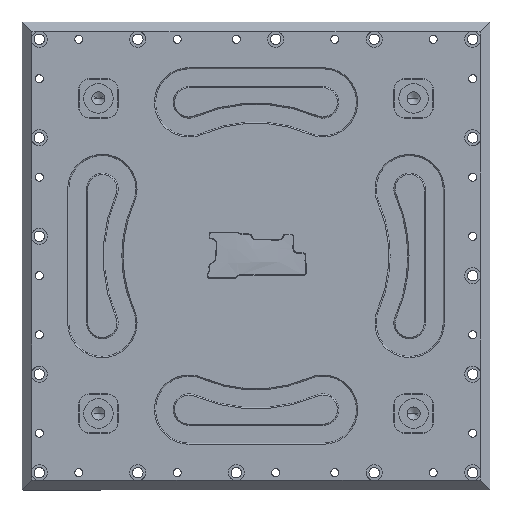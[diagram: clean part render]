
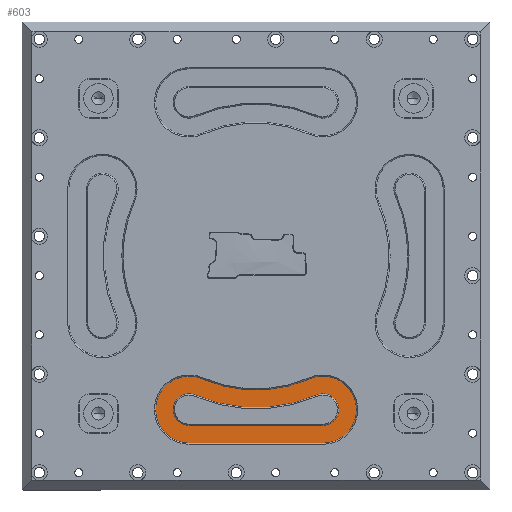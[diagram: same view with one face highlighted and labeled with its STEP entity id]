
A CAD part, top view. The second image highlights one B-rep face of the part: STEP entity #603.
In plain terms, the highlighted planar face has unit normal (0, 0, 1).
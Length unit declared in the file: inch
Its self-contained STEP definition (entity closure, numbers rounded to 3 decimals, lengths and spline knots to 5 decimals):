
#23 = VERTEX_POINT ( 'NONE', #15006 ) ;
#344 = EDGE_CURVE ( 'NONE', #23, #28467, #26709, .T. ) ;
#603 = ADVANCED_FACE ( 'NONE', ( #15642, #7052 ), #32547, .T. ) ;
#915 = EDGE_CURVE ( 'NONE', #2382, #15530, #22736, .T. ) ;
#1083 = CARTESIAN_POINT ( 'NONE',  ( 0., 0., 0.05 ) ) ;
#1100 = CARTESIAN_POINT ( 'NONE',  ( 1.7, -4.75, 0.05 ) ) ;
#1290 = EDGE_CURVE ( 'NONE', #23976, #4482, #21596, .T. ) ;
#1396 = CARTESIAN_POINT ( 'NONE',  ( 2.1, -3.9, 0.05 ) ) ;
#1791 = EDGE_CURVE ( 'NONE', #21056, #28467, #21952, .T. ) ;
#1849 = CIRCLE ( 'NONE', #11151, 0.4 ) ;
#1935 = DIRECTION ( 'NONE',  ( 0., 0., 1. ) ) ;
#2014 = DIRECTION ( 'NONE',  ( 1., 0., 0. ) ) ;
#2038 = DIRECTION ( 'NONE',  ( 0., 0., -1. ) ) ;
#2083 = CARTESIAN_POINT ( 'NONE',  ( 1.7, -3.9, 0.05 ) ) ;
#2333 = ORIENTED_EDGE ( 'NONE', *, *, #1290, .T. ) ;
#2382 = VERTEX_POINT ( 'NONE', #15400 ) ;
#2530 = CARTESIAN_POINT ( 'NONE',  ( 0., -4.3, 0.05 ) ) ;
#2541 = VERTEX_POINT ( 'NONE', #13620 ) ;
#2859 = VECTOR ( 'NONE', #3070, 39.37008 ) ;
#3070 = DIRECTION ( 'NONE',  ( 1., 0., 0. ) ) ;
#3423 = LINE ( 'NONE', #19162, #29015 ) ;
#3806 = DIRECTION ( 'NONE',  ( 1., 0., 0. ) ) ;
#4482 = VERTEX_POINT ( 'NONE', #1396 ) ;
#4622 = ORIENTED_EDGE ( 'NONE', *, *, #7850, .F. ) ;
#4988 = ORIENTED_EDGE ( 'NONE', *, *, #32746, .F. ) ;
#5030 = ORIENTED_EDGE ( 'NONE', *, *, #29593, .F. ) ;
#5138 = AXIS2_PLACEMENT_3D ( 'NONE', #24431, #9032, #26914 ) ;
#5371 = DIRECTION ( 'NONE',  ( -1., 0., 0. ) ) ;
#5407 = DIRECTION ( 'NONE',  ( 0., 0., 1. ) ) ;
#5451 = CARTESIAN_POINT ( 'NONE',  ( 0., 0., 0.05 ) ) ;
#6290 = ORIENTED_EDGE ( 'NONE', *, *, #915, .F. ) ;
#7052 = FACE_BOUND ( 'NONE', #25673, .T. ) ;
#7850 = EDGE_CURVE ( 'NONE', #18417, #2541, #3423, .T. ) ;
#8627 = CIRCLE ( 'NONE', #5138, 0.4 ) ;
#9032 = DIRECTION ( 'NONE',  ( 0., 0., 1. ) ) ;
#9153 = CARTESIAN_POINT ( 'NONE',  ( 1.36035, -3.12081, 0.05 ) ) ;
#9248 = EDGE_LOOP ( 'NONE', ( #14296, #24966, #19599, #30329, #4622 ) ) ;
#10330 = CARTESIAN_POINT ( 'NONE',  ( 1.7, -3.9, 0.05 ) ) ;
#10366 = DIRECTION ( 'NONE',  ( 0., 0., -1. ) ) ;
#10370 = DIRECTION ( 'NONE',  ( 1., 0., 0. ) ) ;
#11151 = AXIS2_PLACEMENT_3D ( 'NONE', #2083, #2038, #2014 ) ;
#11201 = DIRECTION ( 'NONE',  ( 0., 0., 1. ) ) ;
#11776 = CARTESIAN_POINT ( 'NONE',  ( -1.54017, -3.53332, 0.05 ) ) ;
#12247 = DIRECTION ( 'NONE',  ( 0., 0., -1. ) ) ;
#13620 = CARTESIAN_POINT ( 'NONE',  ( -1.7, -4.75, 0.05 ) ) ;
#14296 = ORIENTED_EDGE ( 'NONE', *, *, #21632, .T. ) ;
#15006 = CARTESIAN_POINT ( 'NONE',  ( -1.36035, -3.12081, 0.05 ) ) ;
#15400 = CARTESIAN_POINT ( 'NONE',  ( -1.7, -4.3, 0.05 ) ) ;
#15530 = VERTEX_POINT ( 'NONE', #31198 ) ;
#15642 = FACE_OUTER_BOUND ( 'NONE', #9248, .T. ) ;
#17905 = CIRCLE ( 'NONE', #30848, 0.85 ) ;
#18276 = EDGE_CURVE ( 'NONE', #4482, #15530, #1849, .T. ) ;
#18417 = VERTEX_POINT ( 'NONE', #1100 ) ;
#19162 = CARTESIAN_POINT ( 'NONE',  ( 1.7, -4.75, 0.05 ) ) ;
#19206 = DIRECTION ( 'NONE',  ( -1., 0., 0. ) ) ;
#19392 = DIRECTION ( 'NONE',  ( 0., 0., -1. ) ) ;
#19599 = ORIENTED_EDGE ( 'NONE', *, *, #344, .F. ) ;
#19755 = AXIS2_PLACEMENT_3D ( 'NONE', #26719, #26695, #26656 ) ;
#20663 = AXIS2_PLACEMENT_3D ( 'NONE', #10330, #10366, #10370 ) ;
#21046 = DIRECTION ( 'NONE',  ( -1., 0., 0. ) ) ;
#21056 = VERTEX_POINT ( 'NONE', #21693 ) ;
#21596 = CIRCLE ( 'NONE', #20663, 0.4 ) ;
#21632 = EDGE_CURVE ( 'NONE', #18417, #21056, #17905, .T. ) ;
#21693 = CARTESIAN_POINT ( 'NONE',  ( 2.55, -3.9, 0.05 ) ) ;
#21952 = CIRCLE ( 'NONE', #19755, 0.85 ) ;
#22142 = AXIS2_PLACEMENT_3D ( 'NONE', #31393, #1935, #21046 ) ;
#22718 = AXIS2_PLACEMENT_3D ( 'NONE', #5451, #5407, #5371 ) ;
#22736 = LINE ( 'NONE', #2530, #2859 ) ;
#23391 = EDGE_CURVE ( 'NONE', #2541, #23, #24521, .T. ) ;
#23920 = CIRCLE ( 'NONE', #32979, 3.85441 ) ;
#23976 = VERTEX_POINT ( 'NONE', #28313 ) ;
#24431 = CARTESIAN_POINT ( 'NONE',  ( -1.7, -3.9, 0.05 ) ) ;
#24521 = CIRCLE ( 'NONE', #25264, 0.85 ) ;
#24966 = ORIENTED_EDGE ( 'NONE', *, *, #1791, .T. ) ;
#25264 = AXIS2_PLACEMENT_3D ( 'NONE', #27444, #12247, #29799 ) ;
#25673 = EDGE_LOOP ( 'NONE', ( #2333, #27938, #6290, #4988, #5030 ) ) ;
#26471 = CARTESIAN_POINT ( 'NONE',  ( 1.7, -3.9, 0.05 ) ) ;
#26656 = DIRECTION ( 'NONE',  ( -1., 0., 0. ) ) ;
#26695 = DIRECTION ( 'NONE',  ( 0., 0., 1. ) ) ;
#26709 = CIRCLE ( 'NONE', #22718, 3.40441 ) ;
#26719 = CARTESIAN_POINT ( 'NONE',  ( 1.7, -3.9, 0.05 ) ) ;
#26914 = DIRECTION ( 'NONE',  ( 1., 0., 0. ) ) ;
#27444 = CARTESIAN_POINT ( 'NONE',  ( -1.7, -3.9, 0.05 ) ) ;
#27938 = ORIENTED_EDGE ( 'NONE', *, *, #18276, .T. ) ;
#28313 = CARTESIAN_POINT ( 'NONE',  ( 1.54017, -3.53332, 0.05 ) ) ;
#28467 = VERTEX_POINT ( 'NONE', #9153 ) ;
#28479 = VERTEX_POINT ( 'NONE', #11776 ) ;
#28885 = DIRECTION ( 'NONE',  ( -1., 0., 0. ) ) ;
#29015 = VECTOR ( 'NONE', #19206, 39.37008 ) ;
#29593 = EDGE_CURVE ( 'NONE', #23976, #28479, #23920, .T. ) ;
#29799 = DIRECTION ( 'NONE',  ( 1., 0., 0. ) ) ;
#30329 = ORIENTED_EDGE ( 'NONE', *, *, #23391, .F. ) ;
#30848 = AXIS2_PLACEMENT_3D ( 'NONE', #26471, #11201, #28885 ) ;
#31198 = CARTESIAN_POINT ( 'NONE',  ( 1.7, -4.3, 0.05 ) ) ;
#31393 = CARTESIAN_POINT ( 'NONE',  ( 1.7, -3.9, 0.05 ) ) ;
#32547 = PLANE ( 'NONE',  #22142 ) ;
#32746 = EDGE_CURVE ( 'NONE', #28479, #2382, #8627, .T. ) ;
#32979 = AXIS2_PLACEMENT_3D ( 'NONE', #1083, #19392, #3806 ) ;
